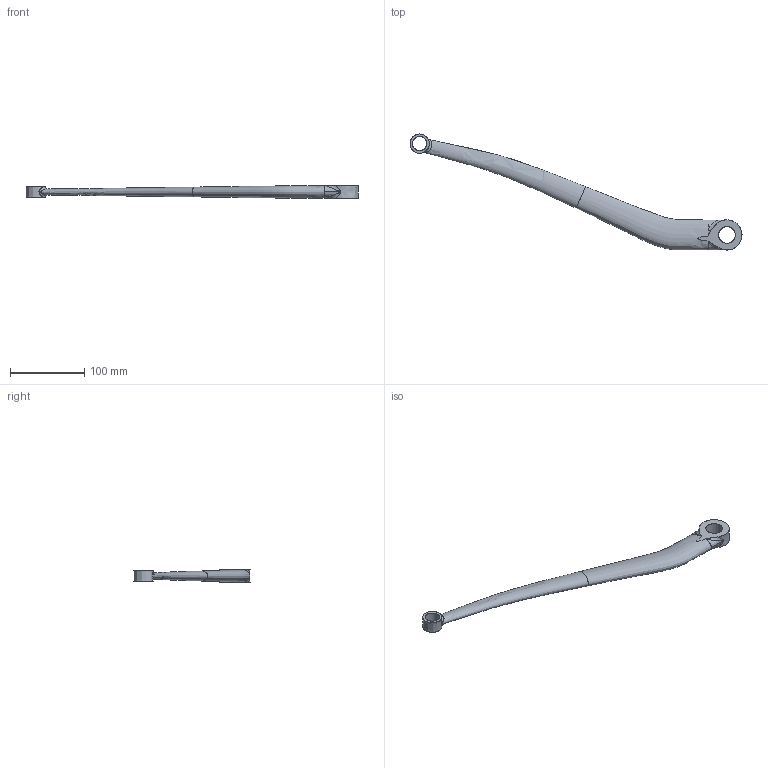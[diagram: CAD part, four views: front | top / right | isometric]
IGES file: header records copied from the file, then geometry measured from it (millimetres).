
Global section: file name: PitchArm_No-1.igs; native system: Unigraphics Version X V2.0; preprocessor: Unigraphics NX IGES V2.0; date: 20070914.132905; units: inch
Bounding box: 447.17 x 156.31 x 17.46 mm (x, y, z)
Surface area: 36213.8 mm2 (no closed solid volume)
Topology: 0 solids, 0 shells, 25 faces, 860 edges, 857 vertices
Faces by surface type: bspline 10, extrusion 9, revolution 6
